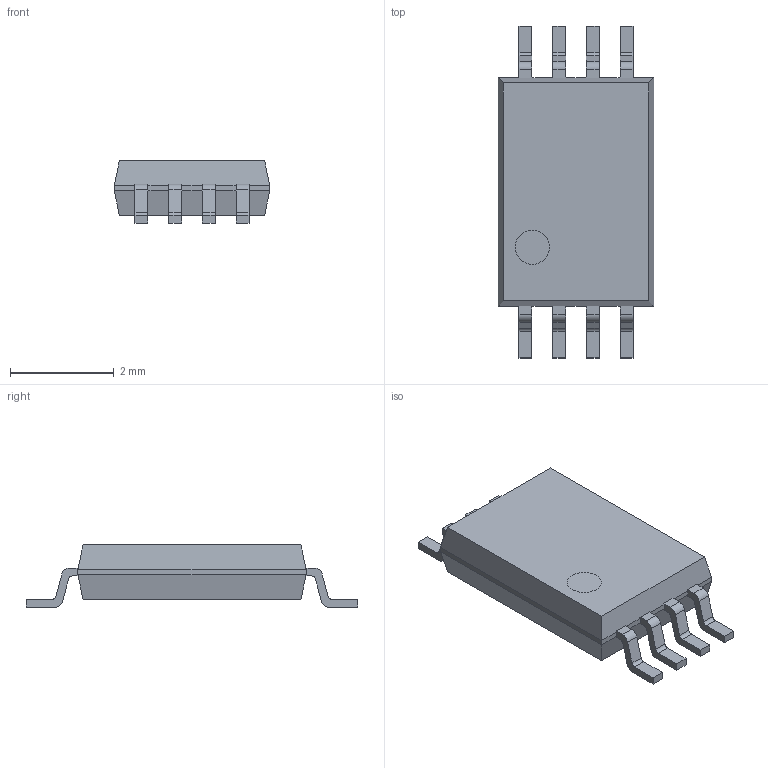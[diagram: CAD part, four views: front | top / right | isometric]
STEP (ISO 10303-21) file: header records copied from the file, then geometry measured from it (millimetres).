
FILE_DESCRIPTION(('FreeCAD Model'),'2;1');
FILE_NAME('Fusion.step','2016-12-28T23:25:35',( 'Author'),(''),'Open CASCADE STEP processor 6.8','FreeCAD','Unknown' );
FILE_SCHEMA(('AUTOMOTIVE_DESIGN_CC2 { 1 2 10303 214 -1 1 5 4 }'));
Length unit declared in the file: millimetre
Products named in the file (2): ASSEMBLY; Fusion
Assembly tree (1 placements, depth 2):
  ASSEMBLY
    Fusion
Bounding box: 3 x 6.4 x 1.2 mm (x, y, z)
Volume: 13.6 mm3; surface area: 48.1 mm2
Topology: 1 solids, 1 shells, 127 faces, 366 edges, 242 vertices
Faces by surface type: plane 95, cylinder 32
Entity records: 12564 total; most frequent: CARTESIAN_POINT 4789, DIRECTION 1146, ORIENTED_EDGE 732, PCURVE 732, DEFINITIONAL_REPRESENTATION 732, LINE 708, VECTOR 708, EDGE_CURVE 366
